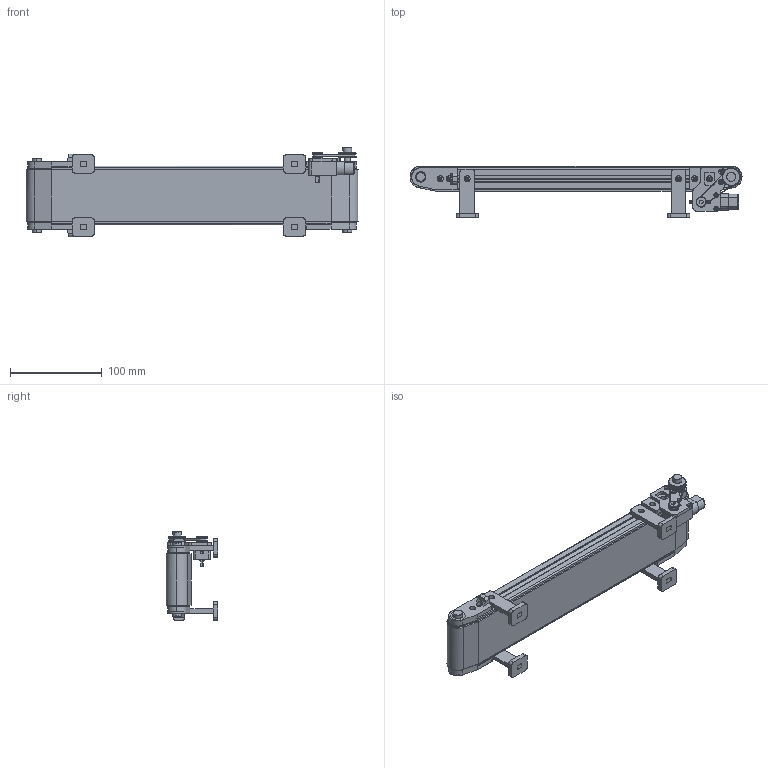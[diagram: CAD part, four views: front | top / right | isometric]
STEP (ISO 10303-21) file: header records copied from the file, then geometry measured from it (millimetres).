
FILE_DESCRIPTION(('FreeCAD Model'),'2;1');
FILE_NAME('Open CASCADE Shape Model','2025-05-02T14:52:35',('FreeCAD'),( 'FreeCAD'),'Open CASCADE STEP processor 7.6','FreeCAD','Unknown');
FILE_SCHEMA(('AUTOMOTIVE_DESIGN { 1 0 10303 214 1 1 1 1 }'));
Products named in the file (1): Open CASCADE STEP translator 7.6 1
Bounding box: 362.36 x 56.35 x 97.53 mm (x, y, z)
Surface area: 322954.9 mm2 (no closed solid volume)
Topology: 0 solids, 1352 shells, 1352 faces, 16859 edges, 16747 vertices
Faces by surface type: bspline 1352
Entity records: 150316 total; most frequent: CARTESIAN_POINT 77059, ORIENTED_EDGE 16803, EDGE_CURVE 16803, VERTEX_POINT 16803, B_SPLINE_CURVE_WITH_KNOTS 15100, FACE_BOUND 1547, EDGE_LOOP 1547, SHELL_BASED_SURFACE_MODEL 1352
